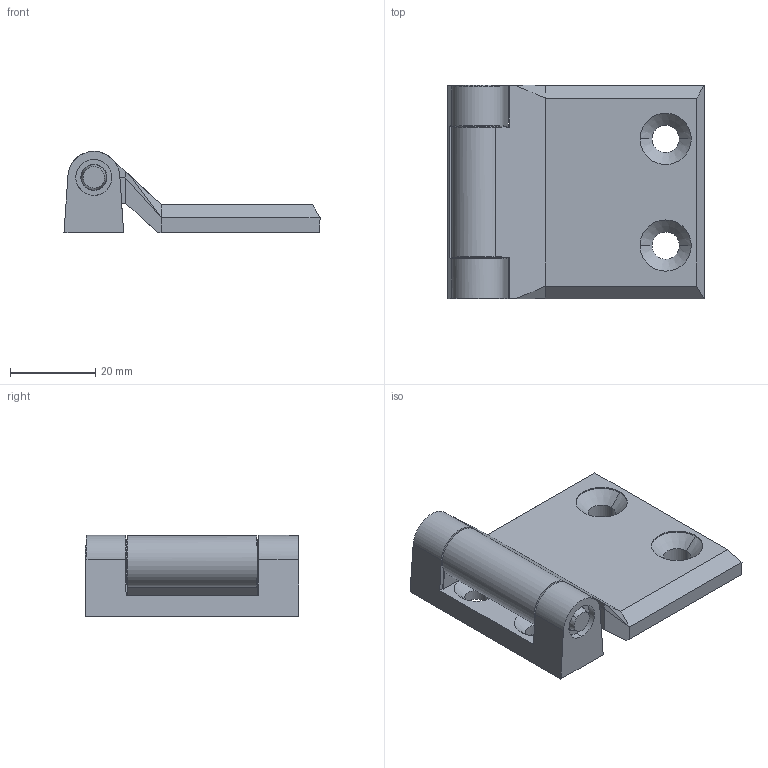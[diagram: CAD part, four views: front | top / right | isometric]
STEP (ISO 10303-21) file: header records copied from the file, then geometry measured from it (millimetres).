
FILE_DESCRIPTION (( 'STEP AP203' ), '1' );
FILE_NAME ('MK16.1.2.V2.00.STEP', '2022-06-29T07:00:50', ( '' ), ( '' ), 'SwSTEP 2.0', 'SolidWorks 2021', '' );
FILE_SCHEMA (( 'CONFIG_CONTROL_DESIGN' ));
Length unit declared in the file: millimetre
Products named in the file (4): 2152200869-MK16 Menteþe Orta Parça-Havþalý-Krom Kapl.; MK16.1.2.V2.00; 1206100759-MG16-MK16 pimi; 2151200846-MK16 Menteþe Kenar Parça-00mm-Krom kapl.
Assembly tree (3 placements, depth 2):
  MK16.1.2.V2.00
    2152200869-MK16 Menteþe Orta Parça-Havþalý-Krom Kapl.
    2151200846-MK16 Menteþe Kenar Parça-00mm-Krom kapl.
    1206100759-MG16-MK16 pimi
Bounding box: 60 x 50.09 x 18.99 mm (x, y, z)
Volume: 19780.7 mm3; surface area: 13409.7 mm2
Topology: 3 solids, 3 shells, 307 faces, 796 edges, 504 vertices
Faces by surface type: plane 134, cylinder 109, bspline 36, cone 26, torus 2
Entity records: 11354 total; most frequent: CARTESIAN_POINT 3839, ORIENTED_EDGE 1592, DIRECTION 1334, EDGE_CURVE 796, VERTEX_POINT 504, AXIS2_PLACEMENT_3D 459, VECTOR 416, LINE 416
